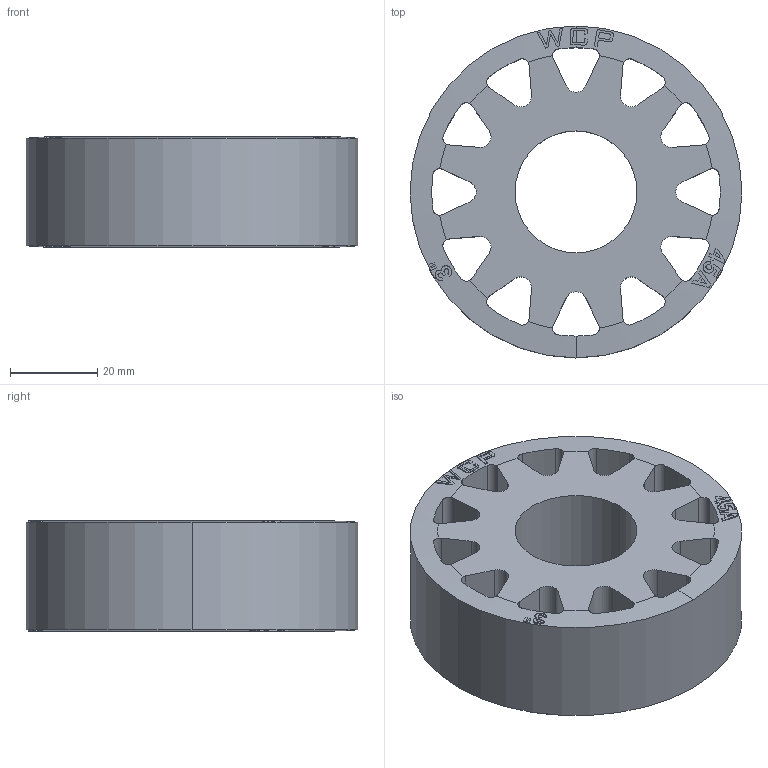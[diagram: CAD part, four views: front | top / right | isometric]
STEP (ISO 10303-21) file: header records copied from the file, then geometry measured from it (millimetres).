
FILE_DESCRIPTION (( 'STEP AP214' ), '1' );
FILE_NAME ('WCP-1359.step', '2024-05-01T20:16:21', ( '' ), ( '' ), 'SwSTEP 2.0', 'SolidWorks 2022', '' );
FILE_SCHEMA (( 'AUTOMOTIVE_DESIGN' ));
Length unit declared in the file: inch
Products named in the file (1): WCP-1359
Bounding box: 76.2 x 76.2 x 25.4 mm (x, y, z)
Volume: 76642.3 mm3; surface area: 24477 mm2
Topology: 1 solids, 1 shells, 344 faces, 1032 edges, 688 vertices
Faces by surface type: plane 210, cylinder 64, bspline 58, cone 12
Entity records: 14808 total; most frequent: CARTESIAN_POINT 6139, ORIENTED_EDGE 2064, DIRECTION 1412, EDGE_CURVE 1032, VERTEX_POINT 688, VECTOR 534, LINE 534, AXIS2_PLACEMENT_3D 439
